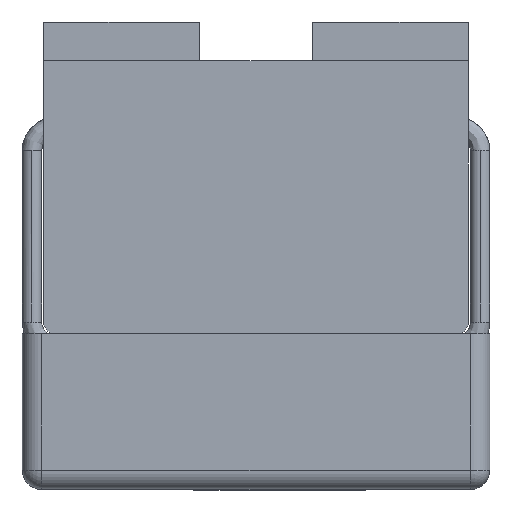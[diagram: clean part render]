
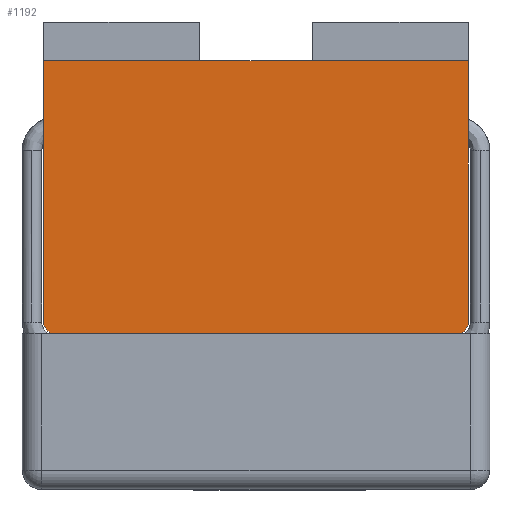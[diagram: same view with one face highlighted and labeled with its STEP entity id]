
A CAD part, left-side view. The second image highlights one B-rep face of the part: STEP entity #1192.
In plain terms, the highlighted planar face has unit normal (-1, 0, 0).
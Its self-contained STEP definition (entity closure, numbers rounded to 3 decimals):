
#1192 = ADVANCED_FACE ( 'NONE', ( #5295 ), #7296, .F. ) ;
#1217 = DIRECTION ( 'NONE',  ( 0., 0., -1. ) ) ;
#1387 = ORIENTED_EDGE ( 'NONE', *, *, #8760, .T. ) ;
#1494 = DIRECTION ( 'NONE',  ( 1., 0., 0. ) ) ;
#2064 = CIRCLE ( 'NONE', #6229, 0.03 ) ;
#2308 = DIRECTION ( 'NONE',  ( 1., 0., 0. ) ) ;
#2504 = CARTESIAN_POINT ( 'NONE',  ( -1., 0.545, 0.5 ) ) ;
#2518 = ORIENTED_EDGE ( 'NONE', *, *, #27848, .F. ) ;
#4782 = VERTEX_POINT ( 'NONE', #12457 ) ;
#5295 = FACE_OUTER_BOUND ( 'NONE', #13999, .T. ) ;
#5528 = CARTESIAN_POINT ( 'NONE',  ( -1., -0.545, 0.5 ) ) ;
#6038 = EDGE_CURVE ( 'NONE', #4782, #15406, #17870, .T. ) ;
#6229 = AXIS2_PLACEMENT_3D ( 'NONE', #19648, #2308, #11112 ) ;
#6324 = DIRECTION ( 'NONE',  ( 0., -1., 0. ) ) ;
#6370 = ORIENTED_EDGE ( 'NONE', *, *, #15993, .F. ) ;
#7052 = VECTOR ( 'NONE', #11872, 1000. ) ;
#7296 = PLANE ( 'NONE',  #26069 ) ;
#7740 = VERTEX_POINT ( 'NONE', #15928 ) ;
#7818 = LINE ( 'NONE', #5528, #7052 ) ;
#8446 = CARTESIAN_POINT ( 'NONE',  ( -1., 0.545, 0.03 ) ) ;
#8488 = CARTESIAN_POINT ( 'NONE',  ( -1., -0.515, 0. ) ) ;
#8760 = EDGE_CURVE ( 'NONE', #16678, #15406, #26648, .T. ) ;
#9648 = VERTEX_POINT ( 'NONE', #17099 ) ;
#11112 = DIRECTION ( 'NONE',  ( 0., 0., -1. ) ) ;
#11119 = CARTESIAN_POINT ( 'NONE',  ( -1., 0.545, 0.7 ) ) ;
#11867 = AXIS2_PLACEMENT_3D ( 'NONE', #28153, #21491, #25846 ) ;
#11872 = DIRECTION ( 'NONE',  ( 0., 0., -1. ) ) ;
#11910 = LINE ( 'NONE', #22718, #12228 ) ;
#12228 = VECTOR ( 'NONE', #27086, 1000. ) ;
#12457 = CARTESIAN_POINT ( 'NONE',  ( -1., 0.515, 0. ) ) ;
#12771 = CARTESIAN_POINT ( 'NONE',  ( -1., 0.545, 0.5 ) ) ;
#13999 = EDGE_LOOP ( 'NONE', ( #6370, #15025, #2518, #1387, #28406, #15665 ) ) ;
#14736 = EDGE_CURVE ( 'NONE', #4782, #17762, #17571, .T. ) ;
#14866 = VECTOR ( 'NONE', #6324, 1000. ) ;
#15025 = ORIENTED_EDGE ( 'NONE', *, *, #26345, .F. ) ;
#15406 = VERTEX_POINT ( 'NONE', #8446 ) ;
#15665 = ORIENTED_EDGE ( 'NONE', *, *, #14736, .T. ) ;
#15928 = CARTESIAN_POINT ( 'NONE',  ( -1., -0.545, 0.7 ) ) ;
#15993 = EDGE_CURVE ( 'NONE', #9648, #17762, #2064, .T. ) ;
#16678 = VERTEX_POINT ( 'NONE', #11119 ) ;
#17099 = CARTESIAN_POINT ( 'NONE',  ( -1., -0.545, 0.03 ) ) ;
#17571 = LINE ( 'NONE', #19469, #14866 ) ;
#17675 = DIRECTION ( 'NONE',  ( 0., 0., -1. ) ) ;
#17762 = VERTEX_POINT ( 'NONE', #8488 ) ;
#17870 = CIRCLE ( 'NONE', #11867, 0.03 ) ;
#19469 = CARTESIAN_POINT ( 'NONE',  ( -1., -0.545, 0. ) ) ;
#19648 = CARTESIAN_POINT ( 'NONE',  ( -1., -0.515, 0.03 ) ) ;
#20919 = VECTOR ( 'NONE', #17675, 1000. ) ;
#21491 = DIRECTION ( 'NONE',  ( 1., 0., 0. ) ) ;
#22718 = CARTESIAN_POINT ( 'NONE',  ( -1., 0.545, 0.7 ) ) ;
#25846 = DIRECTION ( 'NONE',  ( 0., -1., 0. ) ) ;
#26069 = AXIS2_PLACEMENT_3D ( 'NONE', #12771, #1494, #1217 ) ;
#26345 = EDGE_CURVE ( 'NONE', #7740, #9648, #7818, .T. ) ;
#26648 = LINE ( 'NONE', #2504, #20919 ) ;
#27086 = DIRECTION ( 'NONE',  ( 0., -1., 0. ) ) ;
#27848 = EDGE_CURVE ( 'NONE', #16678, #7740, #11910, .T. ) ;
#28153 = CARTESIAN_POINT ( 'NONE',  ( -1., 0.515, 0.03 ) ) ;
#28406 = ORIENTED_EDGE ( 'NONE', *, *, #6038, .F. ) ;
